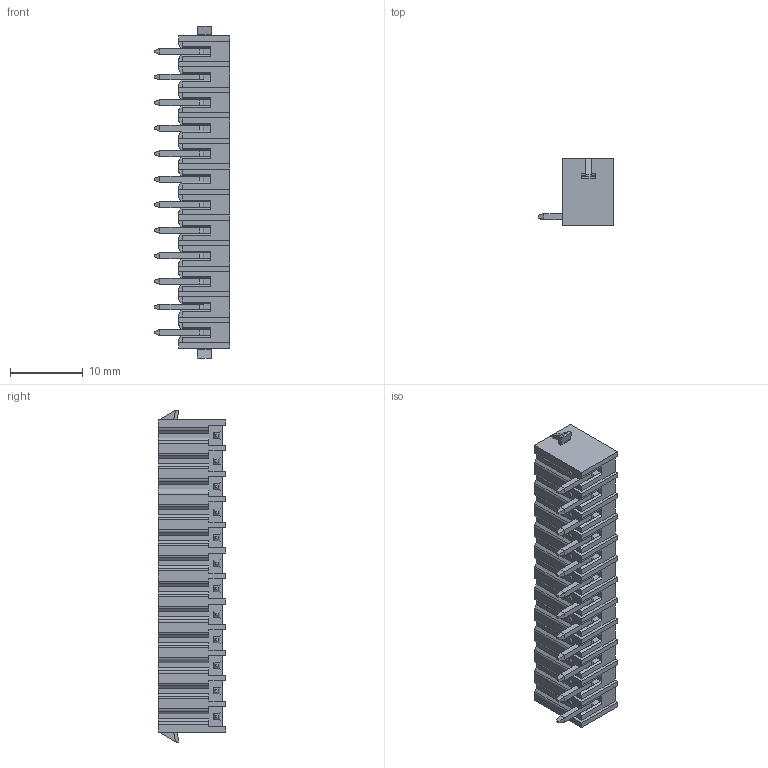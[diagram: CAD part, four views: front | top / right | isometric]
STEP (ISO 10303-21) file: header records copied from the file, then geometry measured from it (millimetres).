
FILE_DESCRIPTION((''),'2;1');
FILE_NAME('PRT0002','2024-10-12T',('sheji'),(''),'PRO/ENGINEER BY PARAMETRIC TECHNOLOGY CORPORATION, 2015240','PRO/ENGINEER BY PARAMETRIC TECHNOLOGY CORPORATION, 2015240','');
FILE_SCHEMA(('CONFIG_CONTROL_DESIGN'));
Length unit declared in the file: millimetre
Products named in the file (1): PRT0002
Bounding box: 10.4 x 9.2 x 45.5 mm (x, y, z)
Volume: 1221.2 mm3; surface area: 3877 mm2
Topology: 13 solids, 13 shells, 772 faces, 2052 edges, 1344 vertices
Faces by surface type: plane 626, cylinder 122, cone 24
Entity records: 23682 total; most frequent: CARTESIAN_POINT 4444, ORIENTED_EDGE 4104, DIRECTION 3724, EDGE_CURVE 2052, VECTOR 1732, LINE 1732, VERTEX_POINT 1344, AXIS2_PLACEMENT_3D 996
